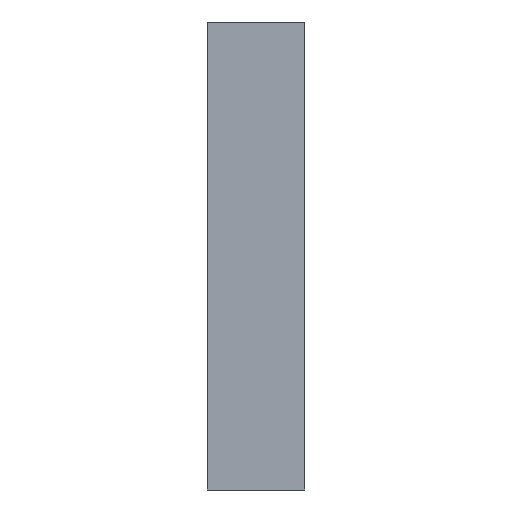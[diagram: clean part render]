
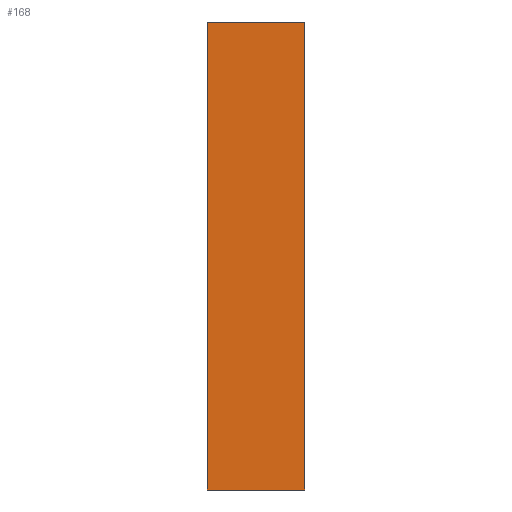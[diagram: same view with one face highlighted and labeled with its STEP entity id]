
A CAD part, front view. The second image highlights one B-rep face of the part: STEP entity #168.
In plain terms, the highlighted planar face has unit normal (0, -1, 0).
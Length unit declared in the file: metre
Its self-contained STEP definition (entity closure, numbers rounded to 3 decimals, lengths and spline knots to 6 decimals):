
#21=PLANE('',#193);
#30=FACE_OUTER_BOUND('',#40,.T.);
#40=EDGE_LOOP('',(#145,#146,#147,#148));
#49=LINE('',#256,#68);
#55=LINE('',#269,#74);
#60=LINE('',#277,#79);
#61=LINE('',#279,#80);
#68=VECTOR('',#211,1.);
#74=VECTOR('',#219,1.);
#79=VECTOR('',#228,1.);
#80=VECTOR('',#231,1.);
#90=VERTEX_POINT('',#253);
#91=VERTEX_POINT('',#255);
#96=VERTEX_POINT('',#266);
#97=VERTEX_POINT('',#268);
#105=EDGE_CURVE('',#90,#91,#49,.T.);
#111=EDGE_CURVE('',#97,#96,#55,.T.);
#116=EDGE_CURVE('',#97,#90,#60,.T.);
#117=EDGE_CURVE('',#96,#91,#61,.T.);
#145=ORIENTED_EDGE('',*,*,#105,.F.);
#146=ORIENTED_EDGE('',*,*,#116,.F.);
#147=ORIENTED_EDGE('',*,*,#111,.T.);
#148=ORIENTED_EDGE('',*,*,#117,.T.);
#168=ADVANCED_FACE('',(#30),#21,.F.);
#193=AXIS2_PLACEMENT_3D('',#278,#229,#230);
#211=DIRECTION('',(-1.,0.,0.));
#219=DIRECTION('',(-1.,0.,0.));
#228=DIRECTION('',(0.,0.,-1.));
#229=DIRECTION('center_axis',(0.,1.,0.));
#230=DIRECTION('ref_axis',(0.,0.,-1.));
#231=DIRECTION('',(0.,0.,-1.));
#253=CARTESIAN_POINT('',(0.02182,-0.284837,-0.046392));
#255=CARTESIAN_POINT('',(0.00822,-0.284837,-0.046392));
#256=CARTESIAN_POINT('',(0.016446,-0.284837,-0.046392));
#266=CARTESIAN_POINT('',(0.00822,-0.284837,0.018608));
#268=CARTESIAN_POINT('',(0.02182,-0.284837,0.018608));
#269=CARTESIAN_POINT('',(0.016446,-0.284837,0.018608));
#277=CARTESIAN_POINT('',(0.02182,-0.284837,0.018608));
#278=CARTESIAN_POINT('Origin',(0.016446,-0.284837,0.018608));
#279=CARTESIAN_POINT('',(0.00822,-0.284837,0.018608));
